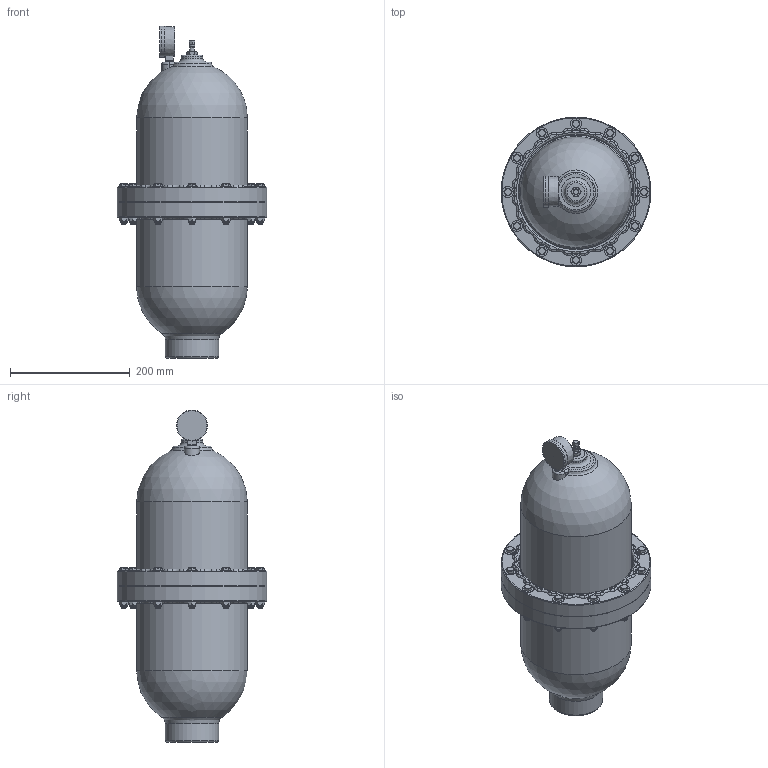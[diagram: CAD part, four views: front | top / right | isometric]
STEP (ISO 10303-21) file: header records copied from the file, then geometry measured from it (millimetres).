
FILE_DESCRIPTION((''),'2;1');
FILE_NAME('APIII-POLY_R0.ipt.stp','2017-07-10T09:53:28',(''),(''),'Autodesk Inventor 2009','Autodesk Inventor 2009','');
FILE_SCHEMA(('AUTOMOTIVE_DESIGN { 1 0 10303 214 1 1 1 1 }'));
Length unit declared in the file: inch
Products named in the file (1): APIII-POLY_R0
Bounding box: 250.19 x 250.19 x 554.52 mm (x, y, z)
Volume: 4973503.9 mm3; surface area: 628088.9 mm2
Topology: 4 solids, 4 shells, 1009 faces, 2595 edges, 1650 vertices
Faces by surface type: bspline 373, plane 321, torus 167, cylinder 74, cone 72, sphere 2
Full cylindrical faces by diameter (mm): 3.064 x1, 7.137 x1, 7.62 x1, 9.349 x1, 11.113 x2, 12.7 x12, 19.05 x12, 36.195 x1, 50.292 x1, 51.816 x1, 88.9 x1, 154.432 x2, 172.72 x1, 184.912 x2, 189.992 x2, 250.19 x2
Entity records: 47271 total; most frequent: CARTESIAN_POINT 24827, ORIENTED_EDGE 4806, DIRECTION 3707, EDGE_CURVE 2403, VERTEX_POINT 1607, AXIS2_PLACEMENT_3D 1515, EDGE_LOOP 1224, STYLED_ITEM 1013
